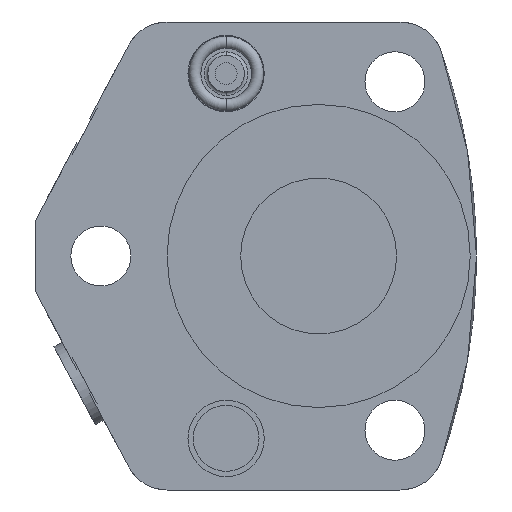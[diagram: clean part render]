
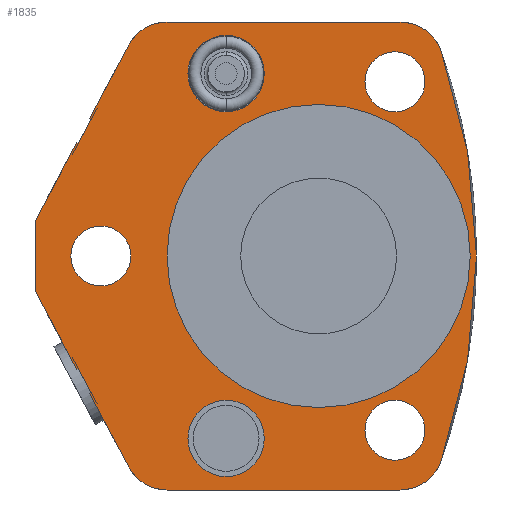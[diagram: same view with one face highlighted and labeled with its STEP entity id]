
A CAD part, front view. The second image highlights one B-rep face of the part: STEP entity #1835.
In plain terms, the highlighted planar face has unit normal (0, -1, 0).
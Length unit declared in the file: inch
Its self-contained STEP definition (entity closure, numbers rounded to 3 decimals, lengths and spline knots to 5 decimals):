
#248=CARTESIAN_POINT('',(0.,0.,0.));
#249=DIRECTION('',(0.,-1.,0.));
#250=DIRECTION('',(1.,0.,0.));
#251=AXIS2_PLACEMENT_3D('',#248,#249,#250);
#253=CARTESIAN_POINT('',(0.,0.,0.));
#254=DIRECTION('',(0.,1.,0.));
#255=DIRECTION('',(1.,0.,0.));
#256=AXIS2_PLACEMENT_3D('',#253,#254,#255);
#258=CARTESIAN_POINT('',(0.438,0.,1.));
#259=DIRECTION('',(0.,-1.,0.));
#260=DIRECTION('',(1.,0.,0.));
#261=AXIS2_PLACEMENT_3D('',#258,#259,#260);
#263=CARTESIAN_POINT('',(0.438,0.,1.));
#264=DIRECTION('',(0.,-1.,0.));
#265=DIRECTION('',(-1.,0.,0.));
#266=AXIS2_PLACEMENT_3D('',#263,#264,#265);
#268=CARTESIAN_POINT('',(0.438,0.,-1.));
#269=DIRECTION('',(0.,-1.,0.));
#270=DIRECTION('',(1.,0.,0.));
#271=AXIS2_PLACEMENT_3D('',#268,#269,#270);
#273=CARTESIAN_POINT('',(0.438,0.,-1.));
#274=DIRECTION('',(0.,-1.,0.));
#275=DIRECTION('',(-1.,0.,0.));
#276=AXIS2_PLACEMENT_3D('',#273,#274,#275);
#278=CARTESIAN_POINT('',(-1.25,0.,0.));
#279=DIRECTION('',(0.,-1.,0.));
#280=DIRECTION('',(1.,0.,0.));
#281=AXIS2_PLACEMENT_3D('',#278,#279,#280);
#283=CARTESIAN_POINT('',(-1.25,0.,0.));
#284=DIRECTION('',(0.,-1.,0.));
#285=DIRECTION('',(-1.,0.,0.));
#286=AXIS2_PLACEMENT_3D('',#283,#284,#285);
#288=DIRECTION('',(-0.469,0.,-0.883));
#289=VECTOR('',#288,0.1566);
#290=CARTESIAN_POINT('',(-1.3062,0.,0.7832));
#291=LINE('',#290,#289);
#292=DIRECTION('',(0.883,0.,-0.469));
#293=VECTOR('',#292,0.01);
#294=CARTESIAN_POINT('',(-1.31503,0.,0.7879));
#295=LINE('',#294,#293);
#296=DIRECTION('',(0.469,0.,0.883));
#297=VECTOR('',#296,0.47848);
#298=CARTESIAN_POINT('',(-1.31503,0.,0.7879));
#299=LINE('',#298,#297);
#300=DIRECTION('',(1.,0.,0.));
#301=VECTOR('',#300,1.33636);
#302=CARTESIAN_POINT('',(-0.86966,0.,1.343));
#303=LINE('',#302,#301);
#304=CARTESIAN_POINT('',(-2.594,0.,0.));
#305=DIRECTION('',(0.,-1.,0.));
#306=DIRECTION('',(0.942,0.,-0.336));
#307=AXIS2_PLACEMENT_3D('',#304,#305,#306);
#309=DIRECTION('',(-1.,0.,0.));
#310=VECTOR('',#309,1.33636);
#311=CARTESIAN_POINT('',(0.46669,0.,-1.343));
#312=LINE('',#311,#310);
#313=DIRECTION('',(0.469,0.,-0.883));
#314=VECTOR('',#313,0.47848);
#315=CARTESIAN_POINT('',(-1.31503,0.,-0.7879));
#316=LINE('',#315,#314);
#317=DIRECTION('',(0.883,0.,0.469));
#318=VECTOR('',#317,0.01);
#319=CARTESIAN_POINT('',(-1.31503,0.,-0.7879));
#320=LINE('',#319,#318);
#321=DIRECTION('',(0.469,0.,-0.883));
#322=VECTOR('',#321,0.1566);
#323=CARTESIAN_POINT('',(-1.37972,0.,-0.64493));
#324=LINE('',#323,#322);
#325=DIRECTION('',(0.883,0.,0.469));
#326=VECTOR('',#325,0.01);
#327=CARTESIAN_POINT('',(-1.38855,0.,-0.64962));
#328=LINE('',#327,#326);
#329=DIRECTION('',(0.469,0.,-0.883));
#330=VECTOR('',#329,0.50364);
#331=CARTESIAN_POINT('',(-1.625,0.,-0.20493));
#332=LINE('',#331,#330);
#333=DIRECTION('',(0.,0.,-1.));
#334=VECTOR('',#333,0.40987);
#335=CARTESIAN_POINT('',(-1.625,0.,0.20493));
#336=LINE('',#335,#334);
#337=DIRECTION('',(0.469,0.,0.883));
#338=VECTOR('',#337,0.50364);
#339=CARTESIAN_POINT('',(-1.625,0.,0.20493));
#340=LINE('',#339,#338);
#341=DIRECTION('',(0.883,0.,-0.469));
#342=VECTOR('',#341,0.01);
#343=CARTESIAN_POINT('',(-1.38855,0.,0.64962));
#344=LINE('',#343,#342);
#345=CARTESIAN_POINT('',(-0.531,0.,-1.047));
#346=DIRECTION('',(0.,1.,0.));
#347=DIRECTION('',(-1.,0.,0.));
#348=AXIS2_PLACEMENT_3D('',#345,#346,#347);
#350=CARTESIAN_POINT('',(-0.531,0.,-1.047));
#351=DIRECTION('',(0.,1.,0.));
#352=DIRECTION('',(1.,0.,0.));
#353=AXIS2_PLACEMENT_3D('',#350,#351,#352);
#355=CARTESIAN_POINT('',(-0.531,0.,1.047));
#356=DIRECTION('',(0.,1.,0.));
#357=DIRECTION('',(-1.,0.,0.));
#358=AXIS2_PLACEMENT_3D('',#355,#356,#357);
#360=CARTESIAN_POINT('',(-0.531,0.,1.047));
#361=DIRECTION('',(0.,1.,0.));
#362=DIRECTION('',(1.,0.,0.));
#363=AXIS2_PLACEMENT_3D('',#360,#361,#362);
#692=CARTESIAN_POINT('',(-0.86966,0.,-1.093));
#693=DIRECTION('',(0.,-1.,0.));
#694=DIRECTION('',(-0.883,0.,-0.469));
#695=AXIS2_PLACEMENT_3D('',#692,#693,#694);
#717=CARTESIAN_POINT('',(0.46669,0.,-1.093));
#718=DIRECTION('',(0.,-1.,0.));
#719=DIRECTION('',(0.,0.,-1.));
#720=AXIS2_PLACEMENT_3D('',#717,#718,#719);
#730=CARTESIAN_POINT('',(0.46669,0.,1.093));
#731=DIRECTION('',(0.,-1.,0.));
#732=DIRECTION('',(0.942,0.,0.336));
#733=AXIS2_PLACEMENT_3D('',#730,#731,#732);
#755=CARTESIAN_POINT('',(-0.86966,0.,1.093));
#756=DIRECTION('',(0.,-1.,0.));
#757=DIRECTION('',(0.,0.,1.));
#758=AXIS2_PLACEMENT_3D('',#755,#756,#757);
#1271=CARTESIAN_POINT('',(0.87,0.,0.));
#1273=VERTEX_POINT('',#1271);
#1275=CARTESIAN_POINT('',(-0.87,0.,0.));
#1277=VERTEX_POINT('',#1275);
#1278=CARTESIAN_POINT('',(-1.625,0.,0.20493));
#1279=CARTESIAN_POINT('',(-1.625,0.,-0.20493));
#1280=VERTEX_POINT('',#1278);
#1281=VERTEX_POINT('',#1279);
#1282=CARTESIAN_POINT('',(0.61,0.,1.));
#1283=CARTESIAN_POINT('',(0.266,0.,1.));
#1284=VERTEX_POINT('',#1282);
#1285=VERTEX_POINT('',#1283);
#1316=CARTESIAN_POINT('',(-1.37972,0.,-0.64493));
#1317=CARTESIAN_POINT('',(-1.3062,0.,-0.7832));
#1318=VERTEX_POINT('',#1316);
#1319=VERTEX_POINT('',#1317);
#1320=CARTESIAN_POINT('',(-1.38855,0.,-0.64962));
#1321=VERTEX_POINT('',#1320);
#1322=CARTESIAN_POINT('',(-1.31503,0.,-0.7879));
#1323=VERTEX_POINT('',#1322);
#1329=CARTESIAN_POINT('',(-1.3062,0.,0.7832));
#1330=CARTESIAN_POINT('',(-1.37972,0.,0.64493));
#1331=VERTEX_POINT('',#1329);
#1332=VERTEX_POINT('',#1330);
#1333=CARTESIAN_POINT('',(-1.31503,0.,0.7879));
#1334=VERTEX_POINT('',#1333);
#1335=CARTESIAN_POINT('',(-1.38855,0.,0.64962));
#1336=VERTEX_POINT('',#1335);
#1362=CARTESIAN_POINT('',(-0.75,0.,-1.047));
#1363=CARTESIAN_POINT('',(-0.312,0.,-1.047));
#1364=VERTEX_POINT('',#1362);
#1365=VERTEX_POINT('',#1363);
#1370=CARTESIAN_POINT('',(-0.75,0.,1.047));
#1371=CARTESIAN_POINT('',(-0.312,0.,1.047));
#1372=VERTEX_POINT('',#1370);
#1373=VERTEX_POINT('',#1371);
#1420=CARTESIAN_POINT('',(0.46669,0.,-1.343));
#1421=CARTESIAN_POINT('',(0.70213,0.,-1.17708));
#1422=VERTEX_POINT('',#1420);
#1423=VERTEX_POINT('',#1421);
#1424=CARTESIAN_POINT('',(0.70213,0.,1.17708));
#1425=CARTESIAN_POINT('',(0.46669,0.,1.343));
#1426=VERTEX_POINT('',#1424);
#1427=VERTEX_POINT('',#1425);
#1428=CARTESIAN_POINT('',(-0.86966,0.,1.343));
#1429=CARTESIAN_POINT('',(-1.0904,0.,1.21037));
#1430=VERTEX_POINT('',#1428);
#1431=VERTEX_POINT('',#1429);
#1432=CARTESIAN_POINT('',(-1.0904,0.,-1.21037));
#1433=CARTESIAN_POINT('',(-0.86966,0.,-1.343));
#1434=VERTEX_POINT('',#1432);
#1435=VERTEX_POINT('',#1433);
#1436=CARTESIAN_POINT('',(0.61,0.,-1.));
#1437=CARTESIAN_POINT('',(0.266,0.,-1.));
#1438=VERTEX_POINT('',#1436);
#1439=VERTEX_POINT('',#1437);
#1440=CARTESIAN_POINT('',(-1.078,0.,0.));
#1441=CARTESIAN_POINT('',(-1.422,0.,0.));
#1442=VERTEX_POINT('',#1440);
#1443=VERTEX_POINT('',#1441);
#1758=CARTESIAN_POINT('',(0.,0.,0.));
#1759=DIRECTION('',(0.,-1.,0.));
#1760=DIRECTION('',(-1.,0.,0.));
#1761=AXIS2_PLACEMENT_3D('',#1758,#1759,#1760);
#1762=PLANE('',#1761);
#1764=ORIENTED_EDGE('',*,*,#1763,.F.);
#1766=ORIENTED_EDGE('',*,*,#1765,.F.);
#1768=ORIENTED_EDGE('',*,*,#1767,.T.);
#1770=ORIENTED_EDGE('',*,*,#1769,.F.);
#1772=ORIENTED_EDGE('',*,*,#1771,.T.);
#1774=ORIENTED_EDGE('',*,*,#1773,.F.);
#1776=ORIENTED_EDGE('',*,*,#1775,.F.);
#1778=ORIENTED_EDGE('',*,*,#1777,.F.);
#1780=ORIENTED_EDGE('',*,*,#1779,.T.);
#1782=ORIENTED_EDGE('',*,*,#1781,.F.);
#1784=ORIENTED_EDGE('',*,*,#1783,.F.);
#1786=ORIENTED_EDGE('',*,*,#1785,.T.);
#1788=ORIENTED_EDGE('',*,*,#1787,.F.);
#1790=ORIENTED_EDGE('',*,*,#1789,.F.);
#1792=ORIENTED_EDGE('',*,*,#1791,.F.);
#1794=ORIENTED_EDGE('',*,*,#1793,.F.);
#1796=ORIENTED_EDGE('',*,*,#1795,.T.);
#1798=ORIENTED_EDGE('',*,*,#1797,.T.);
#1799=EDGE_LOOP('',(#1764,#1766,#1768,#1770,#1772,#1774,#1776,#1778,#1780,#1782,
#1784,#1786,#1788,#1790,#1792,#1794,#1796,#1798));
#1800=FACE_OUTER_BOUND('',#1799,.F.);
#1802=ORIENTED_EDGE('',*,*,#1801,.T.);
#1804=ORIENTED_EDGE('',*,*,#1803,.T.);
#1805=EDGE_LOOP('',(#1802,#1804));
#1806=FACE_BOUND('',#1805,.F.);
#1807=ORIENTED_EDGE('',*,*,#1738,.T.);
#1808=ORIENTED_EDGE('',*,*,#1752,.T.);
#1809=EDGE_LOOP('',(#1807,#1808));
#1810=FACE_BOUND('',#1809,.F.);
#1812=ORIENTED_EDGE('',*,*,#1811,.T.);
#1814=ORIENTED_EDGE('',*,*,#1813,.T.);
#1815=EDGE_LOOP('',(#1812,#1814));
#1816=FACE_BOUND('',#1815,.F.);
#1818=ORIENTED_EDGE('',*,*,#1817,.T.);
#1820=ORIENTED_EDGE('',*,*,#1819,.F.);
#1821=EDGE_LOOP('',(#1818,#1820));
#1822=FACE_BOUND('',#1821,.F.);
#1824=ORIENTED_EDGE('',*,*,#1823,.F.);
#1826=ORIENTED_EDGE('',*,*,#1825,.F.);
#1827=EDGE_LOOP('',(#1824,#1826));
#1828=FACE_BOUND('',#1827,.F.);
#1830=ORIENTED_EDGE('',*,*,#1829,.F.);
#1832=ORIENTED_EDGE('',*,*,#1831,.F.);
#1833=EDGE_LOOP('',(#1830,#1832));
#1834=FACE_BOUND('',#1833,.F.);
#1835=ADVANCED_FACE('',(#1800,#1806,#1810,#1816,#1822,#1828,#1834),#1762,.T.);
#252=CIRCLE('',#251,0.87);
#257=CIRCLE('',#256,0.87);
#262=CIRCLE('',#261,0.172);
#267=CIRCLE('',#266,0.172);
#272=CIRCLE('',#271,0.172);
#277=CIRCLE('',#276,0.172);
#282=CIRCLE('',#281,0.172);
#287=CIRCLE('',#286,0.172);
#308=CIRCLE('',#307,3.5);
#349=CIRCLE('',#348,0.219);
#354=CIRCLE('',#353,0.219);
#359=CIRCLE('',#358,0.219);
#364=CIRCLE('',#363,0.219);
#696=CIRCLE('',#695,0.25);
#721=CIRCLE('',#720,0.25);
#734=CIRCLE('',#733,0.25);
#759=CIRCLE('',#758,0.25);
#1738=EDGE_CURVE('',#1438,#1439,#272,.T.);
#1752=EDGE_CURVE('',#1439,#1438,#277,.T.);
#1763=EDGE_CURVE('',#1331,#1332,#291,.T.);
#1765=EDGE_CURVE('',#1334,#1331,#295,.T.);
#1767=EDGE_CURVE('',#1334,#1431,#299,.T.);
#1769=EDGE_CURVE('',#1430,#1431,#759,.T.);
#1771=EDGE_CURVE('',#1430,#1427,#303,.T.);
#1773=EDGE_CURVE('',#1426,#1427,#734,.T.);
#1775=EDGE_CURVE('',#1423,#1426,#308,.T.);
#1777=EDGE_CURVE('',#1422,#1423,#721,.T.);
#1779=EDGE_CURVE('',#1422,#1435,#312,.T.);
#1781=EDGE_CURVE('',#1434,#1435,#696,.T.);
#1783=EDGE_CURVE('',#1323,#1434,#316,.T.);
#1785=EDGE_CURVE('',#1323,#1319,#320,.T.);
#1787=EDGE_CURVE('',#1318,#1319,#324,.T.);
#1789=EDGE_CURVE('',#1321,#1318,#328,.T.);
#1791=EDGE_CURVE('',#1281,#1321,#332,.T.);
#1793=EDGE_CURVE('',#1280,#1281,#336,.T.);
#1795=EDGE_CURVE('',#1280,#1336,#340,.T.);
#1797=EDGE_CURVE('',#1336,#1332,#344,.T.);
#1801=EDGE_CURVE('',#1284,#1285,#262,.T.);
#1803=EDGE_CURVE('',#1285,#1284,#267,.T.);
#1811=EDGE_CURVE('',#1442,#1443,#282,.T.);
#1813=EDGE_CURVE('',#1443,#1442,#287,.T.);
#1817=EDGE_CURVE('',#1273,#1277,#252,.T.);
#1819=EDGE_CURVE('',#1273,#1277,#257,.T.);
#1823=EDGE_CURVE('',#1364,#1365,#349,.T.);
#1825=EDGE_CURVE('',#1365,#1364,#354,.T.);
#1829=EDGE_CURVE('',#1372,#1373,#359,.T.);
#1831=EDGE_CURVE('',#1373,#1372,#364,.T.);
